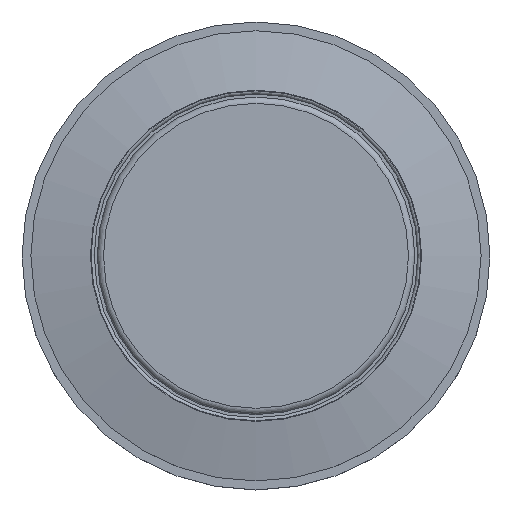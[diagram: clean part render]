
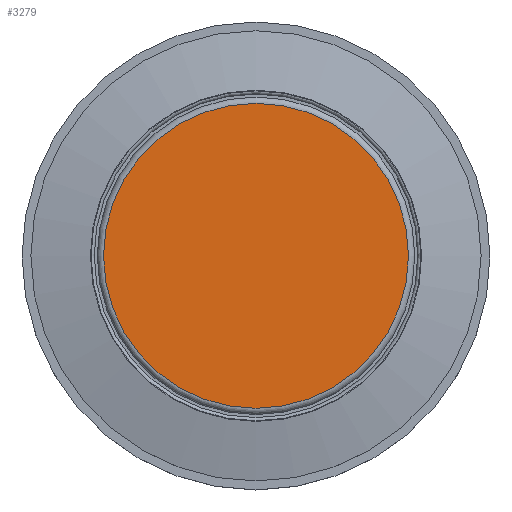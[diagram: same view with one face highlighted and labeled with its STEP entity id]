
A CAD part, top view. The second image highlights one B-rep face of the part: STEP entity #3279.
In plain terms, the highlighted planar face has unit normal (0, 0, 1).
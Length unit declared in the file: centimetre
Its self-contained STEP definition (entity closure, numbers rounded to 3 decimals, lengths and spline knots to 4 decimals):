
#637=PLANE($,#3665);
#928=FACE_OUTER_BOUND($,#1219,.T.);
#1219=EDGE_LOOP($,(#2991));
#1383=CIRCLE($,#3666,0.945);
#1688=VERTEX_POINT($,#6291);
#2123=EDGE_CURVE($,#1688,#1688,#1383,.T.);
#2991=ORIENTED_EDGE($,*,*,#2123,.F.);
#3279=ADVANCED_FACE($,(#928),#637,.T.);
#3665=AXIS2_PLACEMENT_3D($,#6290,#4640,#4641);
#3666=AXIS2_PLACEMENT_3D($,#6292,#4642,#4643);
#4640=DIRECTION('center_axis',(0.,0.,
1.));
#4641=DIRECTION('ref_axis',(0.,-1.,0.));
#4642=DIRECTION('center_axis',(0.,0.,
-1.));
#4643=DIRECTION('ref_axis',(0.,1.,0.));
#6290=CARTESIAN_POINT('Origin',(-0.1,4.0063,0.724));
#6291=CARTESIAN_POINT('',(-0.1,4.4788,0.724));
#6292=CARTESIAN_POINT('Origin',(-0.1,3.5338,0.724));
